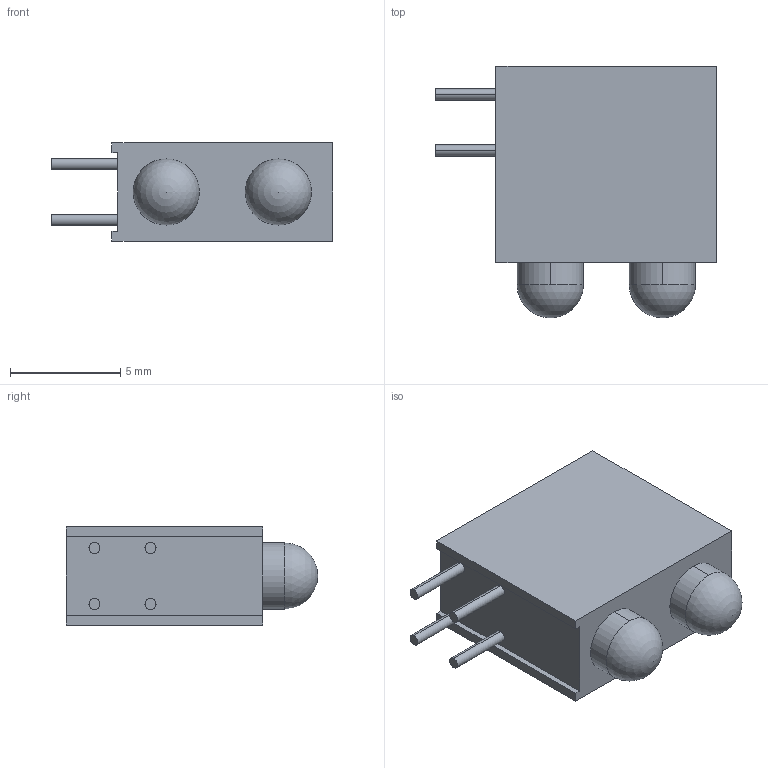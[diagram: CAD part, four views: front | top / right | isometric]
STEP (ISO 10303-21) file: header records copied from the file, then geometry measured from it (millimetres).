
FILE_DESCRIPTION (( 'STEP AP214' ), '1' );
FILE_NAME ('LED_D1.8mm_W1.8mm_Horizontal_2P.STEP', '2019-12-20T09:23:42', ( '' ), ( '' ), 'SwSTEP 2.0', 'SolidWorks 2017', '' );
FILE_SCHEMA (( 'AUTOMOTIVE_DESIGN' ));
Length unit declared in the file: millimetre
Products named in the file (1): LED_D1.8mm_W1.8mm_Horizontal_2P
Bounding box: 12.75 x 11.4 x 4.45 mm (x, y, z)
Volume: 418.6 mm3; surface area: 400.7 mm2
Topology: 1 solids, 1 shells, 28 faces, 66 edges, 44 vertices
Faces by surface type: plane 14, cylinder 12, sphere 2
Entity records: 1000 total; most frequent: DIRECTION 142, CARTESIAN_POINT 129, ORIENTED_EDGE 120, EDGE_CURVE 60, AXIS2_PLACEMENT_3D 53, VERTEX_POINT 40, LINE 36, VECTOR 36
